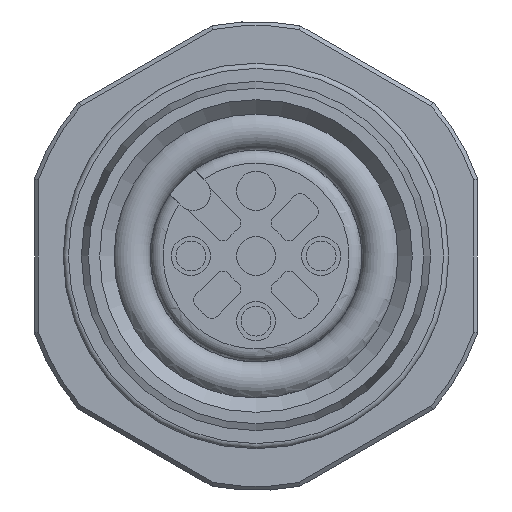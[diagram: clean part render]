
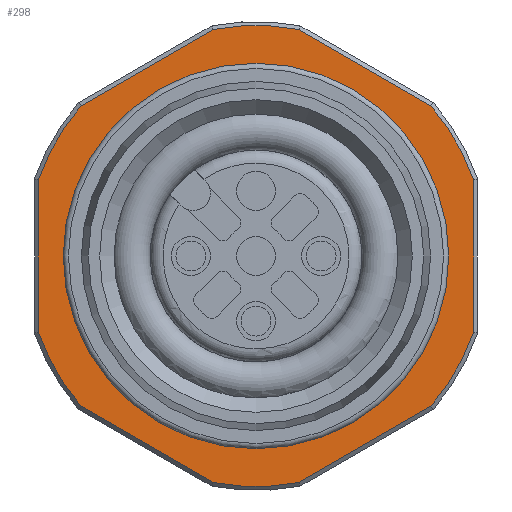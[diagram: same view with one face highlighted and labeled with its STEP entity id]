
A CAD part, front view. The second image highlights one B-rep face of the part: STEP entity #298.
In plain terms, the highlighted planar face has unit normal (0, -1, 0).
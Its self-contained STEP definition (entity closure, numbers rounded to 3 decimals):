
#177=FACE_BOUND('',#603,.T.);
#178=FACE_BOUND('',#604,.T.);
#298=ADVANCED_FACE('F58',(#177,#178),#388,.T.);
#388=PLANE('',#2110);
#603=EDGE_LOOP('',(#1187,#1188,#1189,#1190,#1191,#1192,#1193,#1194,#1195,
#1196,#1197,#1198));
#604=EDGE_LOOP('',(#1199));
#744=LINE('',#3211,#854);
#745=LINE('',#3215,#855);
#746=LINE('',#3219,#856);
#747=LINE('',#3223,#857);
#748=LINE('',#3227,#858);
#749=LINE('',#3231,#859);
#854=VECTOR('',#2564,1.);
#855=VECTOR('',#2567,1.);
#856=VECTOR('',#2570,1.);
#857=VECTOR('',#2573,1.);
#858=VECTOR('',#2576,1.);
#859=VECTOR('',#2579,1.);
#1187=ORIENTED_EDGE('',*,*,#1720,.F.);
#1188=ORIENTED_EDGE('',*,*,#1721,.F.);
#1189=ORIENTED_EDGE('',*,*,#1722,.F.);
#1190=ORIENTED_EDGE('',*,*,#1723,.F.);
#1191=ORIENTED_EDGE('',*,*,#1724,.F.);
#1192=ORIENTED_EDGE('',*,*,#1725,.F.);
#1193=ORIENTED_EDGE('',*,*,#1726,.F.);
#1194=ORIENTED_EDGE('',*,*,#1727,.F.);
#1195=ORIENTED_EDGE('',*,*,#1728,.F.);
#1196=ORIENTED_EDGE('',*,*,#1729,.F.);
#1197=ORIENTED_EDGE('',*,*,#1730,.F.);
#1198=ORIENTED_EDGE('',*,*,#1731,.F.);
#1199=ORIENTED_EDGE('',*,*,#1719,.T.);
#1508=VERTEX_POINT('',#3206);
#1509=VERTEX_POINT('',#3209);
#1510=VERTEX_POINT('',#3210);
#1511=VERTEX_POINT('',#3212);
#1512=VERTEX_POINT('',#3214);
#1513=VERTEX_POINT('',#3216);
#1514=VERTEX_POINT('',#3218);
#1515=VERTEX_POINT('',#3220);
#1516=VERTEX_POINT('',#3222);
#1517=VERTEX_POINT('',#3224);
#1518=VERTEX_POINT('',#3226);
#1519=VERTEX_POINT('',#3228);
#1520=VERTEX_POINT('',#3230);
#1719=EDGE_CURVE('E168',#1508,#1508,#1906,.T.);
#1720=EDGE_CURVE('E170',#1509,#1510,#1907,.T.);
#1721=EDGE_CURVE('E171',#1511,#1509,#744,.T.);
#1722=EDGE_CURVE('E172',#1512,#1511,#1908,.T.);
#1723=EDGE_CURVE('E173',#1513,#1512,#745,.T.);
#1724=EDGE_CURVE('E174',#1514,#1513,#1909,.T.);
#1725=EDGE_CURVE('E175',#1515,#1514,#746,.T.);
#1726=EDGE_CURVE('E176',#1516,#1515,#1910,.T.);
#1727=EDGE_CURVE('E177',#1517,#1516,#747,.T.);
#1728=EDGE_CURVE('E178',#1518,#1517,#1911,.T.);
#1729=EDGE_CURVE('E179',#1519,#1518,#748,.T.);
#1730=EDGE_CURVE('E180',#1520,#1519,#1912,.T.);
#1731=EDGE_CURVE('E181',#1510,#1520,#749,.T.);
#1906=CIRCLE('',#2102,7.4);
#1907=CIRCLE('',#2104,8.85);
#1908=CIRCLE('',#2105,8.85);
#1909=CIRCLE('',#2106,8.85);
#1910=CIRCLE('',#2107,8.85);
#1911=CIRCLE('',#2108,8.85);
#1912=CIRCLE('',#2109,8.85);
#2102=AXIS2_PLACEMENT_3D('',#3205,#2558,#2559);
#2104=AXIS2_PLACEMENT_3D('',#3208,#2562,#2563);
#2105=AXIS2_PLACEMENT_3D('',#3213,#2565,#2566);
#2106=AXIS2_PLACEMENT_3D('',#3217,#2568,#2569);
#2107=AXIS2_PLACEMENT_3D('',#3221,#2571,#2572);
#2108=AXIS2_PLACEMENT_3D('',#3225,#2574,#2575);
#2109=AXIS2_PLACEMENT_3D('',#3229,#2577,#2578);
#2110=AXIS2_PLACEMENT_3D('',#3232,#2580,#2581);
#2558=DIRECTION('',(0.,1.,0.));
#2559=DIRECTION('',(0.,0.,1.));
#2562=DIRECTION('',(0.,1.,0.));
#2563=DIRECTION('',(-1.,0.,0.));
#2564=DIRECTION('',(0.,0.,1.));
#2565=DIRECTION('',(0.,1.,0.));
#2566=DIRECTION('',(-1.,0.,0.));
#2567=DIRECTION('',(-0.866,0.,0.5));
#2568=DIRECTION('',(0.,1.,0.));
#2569=DIRECTION('',(0.,0.,1.));
#2570=DIRECTION('',(-0.866,0.,-0.5));
#2571=DIRECTION('',(0.,1.,0.));
#2572=DIRECTION('',(-1.,0.,0.));
#2573=DIRECTION('',(0.,0.,-1.));
#2574=DIRECTION('',(0.,1.,0.));
#2575=DIRECTION('',(-1.,0.,0.));
#2576=DIRECTION('',(0.866,0.,-0.5));
#2577=DIRECTION('',(0.,1.,0.));
#2578=DIRECTION('',(0.,0.,1.));
#2579=DIRECTION('',(0.866,0.,0.5));
#2580=DIRECTION('',(0.,-1.,0.));
#2581=DIRECTION('',(-1.,0.,0.));
#3205=CARTESIAN_POINT('',(50.,60.8,0.));
#3206=CARTESIAN_POINT('',(50.,60.8,7.4));
#3208=CARTESIAN_POINT('',(50.,60.8,0.));
#3209=CARTESIAN_POINT('',(41.65,60.8,2.933));
#3210=CARTESIAN_POINT('',(43.285,60.8,5.765));
#3211=CARTESIAN_POINT('',(41.65,60.8,0.));
#3212=CARTESIAN_POINT('',(41.65,60.8,-2.933));
#3213=CARTESIAN_POINT('',(50.,60.8,0.));
#3214=CARTESIAN_POINT('',(43.285,60.8,-5.765));
#3215=CARTESIAN_POINT('',(45.825,60.8,-7.231));
#3216=CARTESIAN_POINT('',(48.365,60.8,-8.698));
#3217=CARTESIAN_POINT('',(50.,60.8,0.));
#3218=CARTESIAN_POINT('',(51.635,60.8,-8.698));
#3219=CARTESIAN_POINT('',(54.175,60.8,-7.231));
#3220=CARTESIAN_POINT('',(56.715,60.8,-5.765));
#3221=CARTESIAN_POINT('',(50.,60.8,0.));
#3222=CARTESIAN_POINT('',(58.35,60.8,-2.933));
#3223=CARTESIAN_POINT('',(58.35,60.8,0.));
#3224=CARTESIAN_POINT('',(58.35,60.8,2.933));
#3225=CARTESIAN_POINT('',(50.,60.8,0.));
#3226=CARTESIAN_POINT('',(56.715,60.8,5.765));
#3227=CARTESIAN_POINT('',(54.175,60.8,7.231));
#3228=CARTESIAN_POINT('',(51.635,60.8,8.698));
#3229=CARTESIAN_POINT('',(50.,60.8,0.));
#3230=CARTESIAN_POINT('',(48.365,60.8,8.698));
#3231=CARTESIAN_POINT('',(45.825,60.8,7.231));
#3232=CARTESIAN_POINT('',(59.025,60.8,10.));
